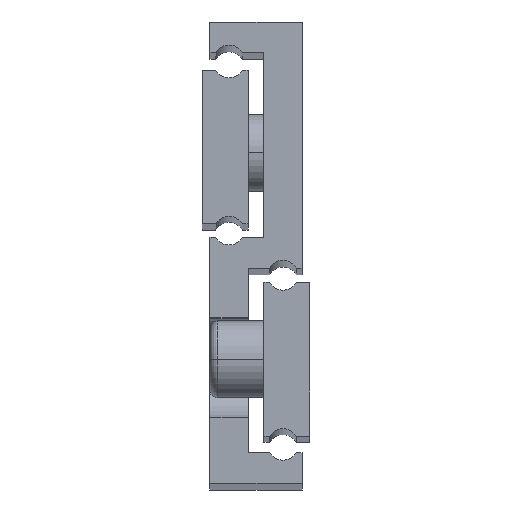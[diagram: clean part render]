
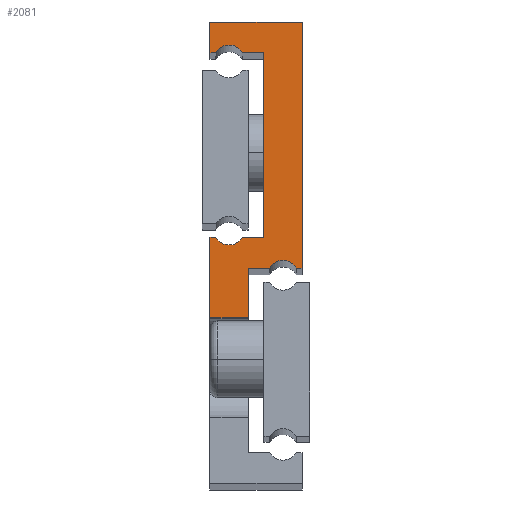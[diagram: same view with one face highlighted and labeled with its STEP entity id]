
A CAD part, top view. The second image highlights one B-rep face of the part: STEP entity #2081.
In plain terms, the highlighted planar face has unit normal (0, 0, 1).
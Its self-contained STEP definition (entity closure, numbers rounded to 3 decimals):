
#11 = ORIENTED_EDGE ( 'NONE', *, *, #1525, .T. ) ;
#24 = CARTESIAN_POINT ( 'NONE',  ( 0., 56., 250. ) ) ;
#25 = VECTOR ( 'NONE', #1664, 1000. ) ;
#61 = ORIENTED_EDGE ( 'NONE', *, *, #985, .T. ) ;
#73 = DIRECTION ( 'NONE',  ( 1., 0., 0. ) ) ;
#90 = CARTESIAN_POINT ( 'NONE',  ( 12., 28., 250. ) ) ;
#107 = CARTESIAN_POINT ( 'NONE',  ( 0., 56., 250. ) ) ;
#111 = VERTEX_POINT ( 'NONE', #434 ) ;
#112 = DIRECTION ( 'NONE',  ( 0., 1., 0. ) ) ;
#115 = CARTESIAN_POINT ( 'NONE',  ( 0., 32., 250. ) ) ;
#131 = CARTESIAN_POINT ( 'NONE',  ( 4.232, 32., 250. ) ) ;
#232 = ORIENTED_EDGE ( 'NONE', *, *, #640, .T. ) ;
#239 = EDGE_CURVE ( 'NONE', #1294, #1421, #1789, .T. ) ;
#253 = ORIENTED_EDGE ( 'NONE', *, *, #1218, .T. ) ;
#288 = ORIENTED_EDGE ( 'NONE', *, *, #1141, .T. ) ;
#322 = VECTOR ( 'NONE', #409, 1000. ) ;
#346 = VERTEX_POINT ( 'NONE', #722 ) ;
#347 = FACE_OUTER_BOUND ( 'NONE', #1724, .T. ) ;
#350 = EDGE_CURVE ( 'NONE', #1652, #815, #1351, .T. ) ;
#358 = CARTESIAN_POINT ( 'NONE',  ( 12., 60., 250. ) ) ;
#369 = ORIENTED_EDGE ( 'NONE', *, *, #977, .T. ) ;
#372 = CARTESIAN_POINT ( 'NONE',  ( 0., 0., 250. ) ) ;
#382 = CARTESIAN_POINT ( 'NONE',  ( 4.232, 56., 250. ) ) ;
#401 = AXIS2_PLACEMENT_3D ( 'NONE', #664, #1290, #1000 ) ;
#409 = DIRECTION ( 'NONE',  ( 0., -1., 0. ) ) ;
#434 = CARTESIAN_POINT ( 'NONE',  ( 12., 28., 250. ) ) ;
#445 = LINE ( 'NONE', #1237, #1544 ) ;
#467 = EDGE_CURVE ( 'NONE', #1071, #346, #2000, .T. ) ;
#492 = CARTESIAN_POINT ( 'NONE',  ( 4.232, 56., 250. ) ) ;
#533 = CARTESIAN_POINT ( 'NONE',  ( 0., 21.5, 250. ) ) ;
#550 = ORIENTED_EDGE ( 'NONE', *, *, #1899, .T. ) ;
#563 = VERTEX_POINT ( 'NONE', #1909 ) ;
#592 = DIRECTION ( 'NONE',  ( 0., 1., 0. ) ) ;
#640 = EDGE_CURVE ( 'NONE', #1421, #1857, #1933, .T. ) ;
#650 = EDGE_CURVE ( 'NONE', #346, #563, #809, .T. ) ;
#664 = CARTESIAN_POINT ( 'NONE',  ( 9.5, 5., 250. ) ) ;
#665 = EDGE_CURVE ( 'NONE', #1857, #1352, #698, .T. ) ;
#698 = CIRCLE ( 'NONE', #2061, 2. ) ;
#720 = ORIENTED_EDGE ( 'NONE', *, *, #949, .T. ) ;
#722 = CARTESIAN_POINT ( 'NONE',  ( 7.768, 28., 250. ) ) ;
#741 = ORIENTED_EDGE ( 'NONE', *, *, #650, .T. ) ;
#776 = LINE ( 'NONE', #131, #1203 ) ;
#777 = CIRCLE ( 'NONE', #1512, 2. ) ;
#809 = CIRCLE ( 'NONE', #837, 2. ) ;
#810 = VECTOR ( 'NONE', #592, 1000. ) ;
#815 = VERTEX_POINT ( 'NONE', #2005 ) ;
#818 = DIRECTION ( 'NONE',  ( 1., 0., 0. ) ) ;
#837 = AXIS2_PLACEMENT_3D ( 'NONE', #1643, #1317, #1952 ) ;
#840 = DIRECTION ( 'NONE',  ( 0., 0., -1. ) ) ;
#875 = VECTOR ( 'NONE', #1884, 1000. ) ;
#912 = CARTESIAN_POINT ( 'NONE',  ( 5., 21.5, 250. ) ) ;
#949 = EDGE_CURVE ( 'NONE', #815, #1587, #776, .T. ) ;
#977 = EDGE_CURVE ( 'NONE', #1468, #1071, #1115, .T. ) ;
#985 = EDGE_CURVE ( 'NONE', #1846, #1294, #445, .T. ) ;
#987 = DIRECTION ( 'NONE',  ( 1., 0., 0. ) ) ;
#992 = CARTESIAN_POINT ( 'NONE',  ( 0.768, 56., 250. ) ) ;
#1000 = DIRECTION ( 'NONE',  ( 1., 0., 0. ) ) ;
#1014 = ORIENTED_EDGE ( 'NONE', *, *, #665, .T. ) ;
#1018 = CARTESIAN_POINT ( 'NONE',  ( 12., 28., 250. ) ) ;
#1039 = VECTOR ( 'NONE', #1890, 1000. ) ;
#1048 = CARTESIAN_POINT ( 'NONE',  ( 9.5, 21.5, 250. ) ) ;
#1067 = LINE ( 'NONE', #1048, #875 ) ;
#1071 = VERTEX_POINT ( 'NONE', #1590 ) ;
#1077 = CARTESIAN_POINT ( 'NONE',  ( 5., 4., 250. ) ) ;
#1080 = CARTESIAN_POINT ( 'NONE',  ( 0.768, 32., 250. ) ) ;
#1088 = ORIENTED_EDGE ( 'NONE', *, *, #350, .T. ) ;
#1104 = DIRECTION ( 'NONE',  ( -1., 0., 0. ) ) ;
#1113 = ORIENTED_EDGE ( 'NONE', *, *, #1866, .T. ) ;
#1115 = LINE ( 'NONE', #1077, #1917 ) ;
#1126 = LINE ( 'NONE', #492, #1274 ) ;
#1141 = EDGE_CURVE ( 'NONE', #1587, #1553, #777, .T. ) ;
#1203 = VECTOR ( 'NONE', #1740, 1000. ) ;
#1218 = EDGE_CURVE ( 'NONE', #1352, #1652, #1126, .T. ) ;
#1237 = CARTESIAN_POINT ( 'NONE',  ( 0., 60., 250. ) ) ;
#1239 = CARTESIAN_POINT ( 'NONE',  ( 4.232, 32., 250. ) ) ;
#1243 = ORIENTED_EDGE ( 'NONE', *, *, #1526, .F. ) ;
#1259 = DIRECTION ( 'NONE',  ( -1., 0., 0. ) ) ;
#1274 = VECTOR ( 'NONE', #818, 1000. ) ;
#1278 = VERTEX_POINT ( 'NONE', #533 ) ;
#1290 = DIRECTION ( 'NONE',  ( 0., 0., 1. ) ) ;
#1294 = VERTEX_POINT ( 'NONE', #1824 ) ;
#1298 = CARTESIAN_POINT ( 'NONE',  ( 2.5, 33., 250. ) ) ;
#1317 = DIRECTION ( 'NONE',  ( 0., 0., -1. ) ) ;
#1318 = DIRECTION ( 'NONE',  ( 0., -1., 0. ) ) ;
#1351 = LINE ( 'NONE', #1365, #322 ) ;
#1352 = VERTEX_POINT ( 'NONE', #382 ) ;
#1365 = CARTESIAN_POINT ( 'NONE',  ( 7., 32., 250. ) ) ;
#1403 = EDGE_CURVE ( 'NONE', #1553, #1825, #2065, .T. ) ;
#1421 = VERTEX_POINT ( 'NONE', #107 ) ;
#1462 = DIRECTION ( 'NONE',  ( 0., 0., -1. ) ) ;
#1468 = VERTEX_POINT ( 'NONE', #912 ) ;
#1469 = DIRECTION ( 'NONE',  ( 1., 0., 0. ) ) ;
#1485 = LINE ( 'NONE', #372, #25 ) ;
#1512 = AXIS2_PLACEMENT_3D ( 'NONE', #1298, #1462, #1259 ) ;
#1525 = EDGE_CURVE ( 'NONE', #111, #1846, #2022, .T. ) ;
#1526 = EDGE_CURVE ( 'NONE', #1468, #1278, #1067, .T. ) ;
#1544 = VECTOR ( 'NONE', #1104, 1000. ) ;
#1553 = VERTEX_POINT ( 'NONE', #1080 ) ;
#1560 = ORIENTED_EDGE ( 'NONE', *, *, #239, .T. ) ;
#1587 = VERTEX_POINT ( 'NONE', #1239 ) ;
#1590 = CARTESIAN_POINT ( 'NONE',  ( 5., 28., 250. ) ) ;
#1640 = LINE ( 'NONE', #1018, #1852 ) ;
#1643 = CARTESIAN_POINT ( 'NONE',  ( 9.5, 27., 250. ) ) ;
#1652 = VERTEX_POINT ( 'NONE', #1743 ) ;
#1658 = CARTESIAN_POINT ( 'NONE',  ( 2.5, 55., 250. ) ) ;
#1661 = PLANE ( 'NONE',  #401 ) ;
#1664 = DIRECTION ( 'NONE',  ( 0., -1., 0. ) ) ;
#1681 = VECTOR ( 'NONE', #1469, 1000. ) ;
#1718 = ORIENTED_EDGE ( 'NONE', *, *, #1403, .T. ) ;
#1724 = EDGE_LOOP ( 'NONE', ( #1243, #369, #1966, #741, #1113, #11, #61, #1560, #232, #1014, #253, #1088, #720, #288, #1718, #550 ) ) ;
#1740 = DIRECTION ( 'NONE',  ( -1., 0., 0. ) ) ;
#1743 = CARTESIAN_POINT ( 'NONE',  ( 7., 56., 250. ) ) ;
#1789 = LINE ( 'NONE', #1816, #1848 ) ;
#1801 = DIRECTION ( 'NONE',  ( 1., 0., 0. ) ) ;
#1816 = CARTESIAN_POINT ( 'NONE',  ( 0., 60., 250. ) ) ;
#1824 = CARTESIAN_POINT ( 'NONE',  ( 0., 60., 250. ) ) ;
#1825 = VERTEX_POINT ( 'NONE', #1908 ) ;
#1845 = CARTESIAN_POINT ( 'NONE',  ( 7.768, 28., 250. ) ) ;
#1846 = VERTEX_POINT ( 'NONE', #358 ) ;
#1848 = VECTOR ( 'NONE', #1318, 1000. ) ;
#1852 = VECTOR ( 'NONE', #1801, 1000. ) ;
#1857 = VERTEX_POINT ( 'NONE', #992 ) ;
#1866 = EDGE_CURVE ( 'NONE', #563, #111, #1640, .T. ) ;
#1884 = DIRECTION ( 'NONE',  ( -1., 0., 0. ) ) ;
#1890 = DIRECTION ( 'NONE',  ( -1., 0., 0. ) ) ;
#1899 = EDGE_CURVE ( 'NONE', #1825, #1278, #1485, .T. ) ;
#1908 = CARTESIAN_POINT ( 'NONE',  ( 0., 32., 250. ) ) ;
#1909 = CARTESIAN_POINT ( 'NONE',  ( 11.232, 28., 250. ) ) ;
#1917 = VECTOR ( 'NONE', #112, 1000. ) ;
#1933 = LINE ( 'NONE', #24, #1681 ) ;
#1952 = DIRECTION ( 'NONE',  ( -1., 0., 0. ) ) ;
#1966 = ORIENTED_EDGE ( 'NONE', *, *, #467, .T. ) ;
#2000 = LINE ( 'NONE', #1845, #2091 ) ;
#2005 = CARTESIAN_POINT ( 'NONE',  ( 7., 32., 250. ) ) ;
#2022 = LINE ( 'NONE', #90, #810 ) ;
#2061 = AXIS2_PLACEMENT_3D ( 'NONE', #1658, #840, #987 ) ;
#2065 = LINE ( 'NONE', #115, #1039 ) ;
#2081 = ADVANCED_FACE ( 'NONE', ( #347 ), #1661, .T. ) ;
#2091 = VECTOR ( 'NONE', #73, 1000. ) ;
